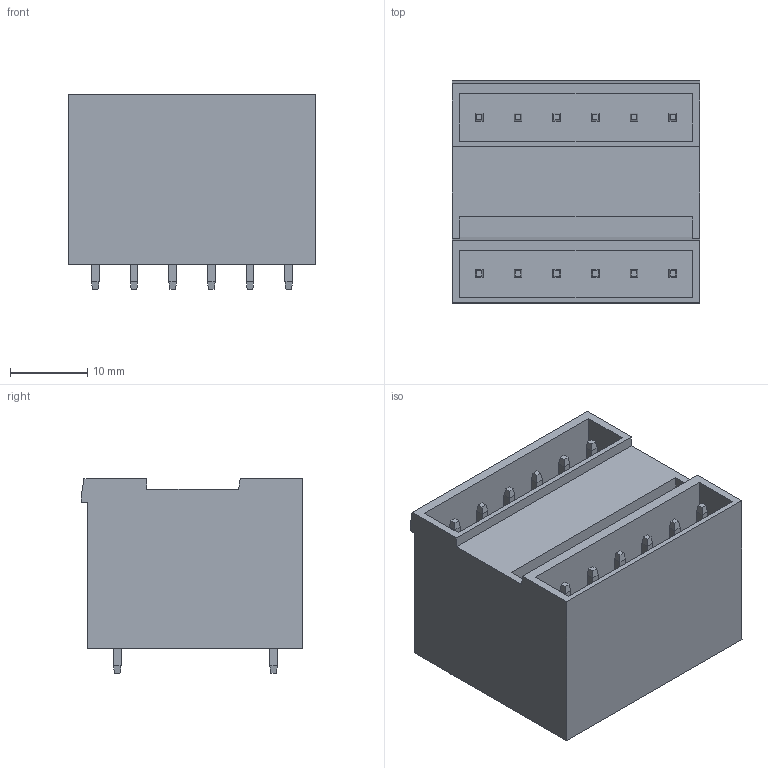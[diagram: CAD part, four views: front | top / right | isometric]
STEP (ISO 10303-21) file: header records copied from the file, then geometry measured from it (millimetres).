
FILE_DESCRIPTION(('CATIA V5 STEP Exchange','CAx-IF Rec.Pracs.--- Model Styling and Organization---1.2---2011-12-15'),'2;1');
FILE_NAME ('D1453499_0_1614850000_1614850000.stp','2018-11-03T04:33:03+00:00',('none'),('Weidmueller'),'CATIA Version 5-6 Release 2014','CATIA V5 STEP AP214','none');
FILE_SCHEMA(('AUTOMOTIVE_DESIGN { 1 0 10303 214 1 1 1 1 }'));
Length unit declared in the file: millimetre
Products named in the file (1): 1614850000
Bounding box: 32 x 28.68 x 25.2 mm (x, y, z)
Volume: 9872.9 mm3; surface area: 9712.8 mm2
Topology: 13 solids, 13 shells, 250 faces, 570 edges, 348 vertices
Faces by surface type: plane 250
Entity records: 6050 total; most frequent: ORIENTED_EDGE 1140, CARTESIAN_POINT 1132, DIRECTION 708, EDGE_CURVE 570, VECTOR 474, LINE 474, VERTEX_POINT 348, EDGE_LOOP 276
